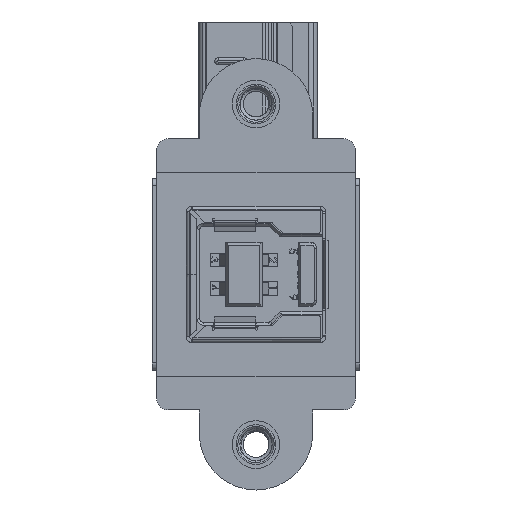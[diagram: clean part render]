
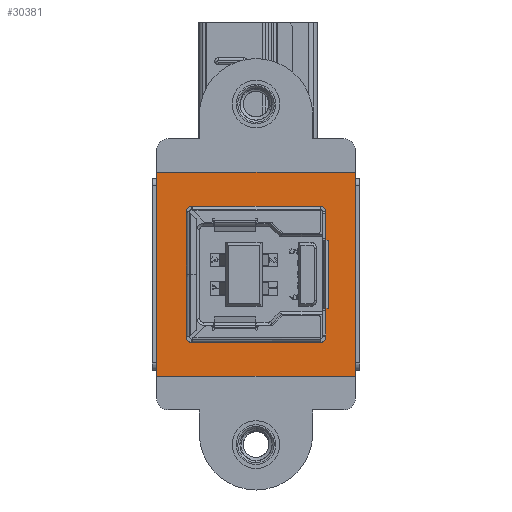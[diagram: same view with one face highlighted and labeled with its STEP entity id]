
A CAD part, left-side view. The second image highlights one B-rep face of the part: STEP entity #30381.
In plain terms, the highlighted face is planar.
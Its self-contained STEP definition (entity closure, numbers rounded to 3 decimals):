
#1131 = CARTESIAN_POINT ( 'NONE',  ( 5.4, 6.15, -9.5 ) ) ;
#2165 = CIRCLE ( 'NONE', #56271, 0.6 ) ;
#2400 = CARTESIAN_POINT ( 'NONE',  ( -9., -8.75, -9.5 ) ) ;
#2541 = ORIENTED_EDGE ( 'NONE', *, *, #35951, .T. ) ;
#3234 = VERTEX_POINT ( 'NONE', #67306 ) ;
#3570 = AXIS2_PLACEMENT_3D ( 'NONE', #53698, #7401, #19384 ) ;
#4008 = CARTESIAN_POINT ( 'NONE',  ( 5.4, 5.55, -9.5 ) ) ;
#4470 = CARTESIAN_POINT ( 'NONE',  ( 5.4, -6.15, -9.5 ) ) ;
#4705 = CARTESIAN_POINT ( 'NONE',  ( -5.4, -6.15, -9.5 ) ) ;
#4708 = DIRECTION ( 'NONE',  ( -1., 0., 0. ) ) ;
#7330 = VERTEX_POINT ( 'NONE', #60166 ) ;
#7401 = DIRECTION ( 'NONE',  ( 0., 0., 1. ) ) ;
#7540 = CARTESIAN_POINT ( 'NONE',  ( 6., 5.55, -9.5 ) ) ;
#8005 = CARTESIAN_POINT ( 'NONE',  ( -9., 8.75, -9.5 ) ) ;
#8944 = DIRECTION ( 'NONE',  ( 0., 0., 1. ) ) ;
#9765 = DIRECTION ( 'NONE',  ( -1., 0., 0. ) ) ;
#9823 = CARTESIAN_POINT ( 'NONE',  ( -9., -8.75, -9.5 ) ) ;
#10604 = EDGE_CURVE ( 'NONE', #7330, #14678, #30107, .T. ) ;
#11196 = EDGE_LOOP ( 'NONE', ( #2541, #61375, #64814, #20057 ) ) ;
#11777 = CARTESIAN_POINT ( 'NONE',  ( -9., -8.75, -9.5 ) ) ;
#13944 = ORIENTED_EDGE ( 'NONE', *, *, #59898, .F. ) ;
#14250 = DIRECTION ( 'NONE',  ( -1., 0., 0. ) ) ;
#14286 = LINE ( 'NONE', #16952, #16069 ) ;
#14678 = VERTEX_POINT ( 'NONE', #7540 ) ;
#15442 = CARTESIAN_POINT ( 'NONE',  ( -5.4, -5.55, -9.5 ) ) ;
#16056 = VECTOR ( 'NONE', #14250, 1000. ) ;
#16069 = VECTOR ( 'NONE', #45473, 1000. ) ;
#16952 = CARTESIAN_POINT ( 'NONE',  ( 9., 8.75, -9.5 ) ) ;
#18463 = CARTESIAN_POINT ( 'NONE',  ( 6., -5.55, -9.5 ) ) ;
#18763 = LINE ( 'NONE', #4705, #48287 ) ;
#19384 = DIRECTION ( 'NONE',  ( -1., 0., 0. ) ) ;
#20057 = ORIENTED_EDGE ( 'NONE', *, *, #70081, .T. ) ;
#21317 = CARTESIAN_POINT ( 'NONE',  ( -5.4, 6.15, -9.5 ) ) ;
#21502 = ORIENTED_EDGE ( 'NONE', *, *, #33056, .F. ) ;
#22380 = CARTESIAN_POINT ( 'NONE',  ( -5.4, -6.15, -9.5 ) ) ;
#22596 = DIRECTION ( 'NONE',  ( 1., 0., 0. ) ) ;
#24131 = VERTEX_POINT ( 'NONE', #58231 ) ;
#24660 = VERTEX_POINT ( 'NONE', #1131 ) ;
#25739 = CIRCLE ( 'NONE', #3570, 0.6 ) ;
#28176 = CARTESIAN_POINT ( 'NONE',  ( -6., 5.55, -9.5 ) ) ;
#28547 = FACE_BOUND ( 'NONE', #35534, .T. ) ;
#29910 = VERTEX_POINT ( 'NONE', #64656 ) ;
#30107 = LINE ( 'NONE', #18463, #38191 ) ;
#30381 = ADVANCED_FACE ( 'NONE', ( #28547, #33971 ), #71809, .T. ) ;
#32163 = ORIENTED_EDGE ( 'NONE', *, *, #52115, .F. ) ;
#33056 = EDGE_CURVE ( 'NONE', #67434, #46136, #18763, .T. ) ;
#33971 = FACE_OUTER_BOUND ( 'NONE', #11196, .T. ) ;
#35529 = CARTESIAN_POINT ( 'NONE',  ( -5.4, 6.15, -9.5 ) ) ;
#35534 = EDGE_LOOP ( 'NONE', ( #13944, #21502, #64695, #32163, #43300, #50303, #63133, #47893 ) ) ;
#35951 = EDGE_CURVE ( 'NONE', #3234, #60134, #62888, .T. ) ;
#36456 = VECTOR ( 'NONE', #63669, 1000. ) ;
#36615 = VERTEX_POINT ( 'NONE', #46286 ) ;
#36892 = DIRECTION ( 'NONE',  ( 0., 0., 1. ) ) ;
#36956 = DIRECTION ( 'NONE',  ( 1., 0., 0. ) ) ;
#38191 = VECTOR ( 'NONE', #58443, 1000. ) ;
#41693 = VECTOR ( 'NONE', #66519, 1000. ) ;
#43300 = ORIENTED_EDGE ( 'NONE', *, *, #66254, .F. ) ;
#43635 = CARTESIAN_POINT ( 'NONE',  ( 5.4, -5.55, -9.5 ) ) ;
#44407 = AXIS2_PLACEMENT_3D ( 'NONE', #4008, #71896, #9765 ) ;
#45473 = DIRECTION ( 'NONE',  ( 0., 1., 0. ) ) ;
#46136 = VERTEX_POINT ( 'NONE', #4470 ) ;
#46186 = EDGE_CURVE ( 'NONE', #29910, #67434, #2165, .T. ) ;
#46286 = CARTESIAN_POINT ( 'NONE',  ( 9., 8.75, -9.5 ) ) ;
#47893 = ORIENTED_EDGE ( 'NONE', *, *, #10604, .F. ) ;
#48287 = VECTOR ( 'NONE', #22596, 1000. ) ;
#49779 = CARTESIAN_POINT ( 'NONE',  ( -9., 8.75, -9.5 ) ) ;
#49812 = VERTEX_POINT ( 'NONE', #21317 ) ;
#50303 = ORIENTED_EDGE ( 'NONE', *, *, #50506, .F. ) ;
#50506 = EDGE_CURVE ( 'NONE', #24660, #49812, #68557, .T. ) ;
#52115 = EDGE_CURVE ( 'NONE', #65208, #29910, #68361, .T. ) ;
#53698 = CARTESIAN_POINT ( 'NONE',  ( -5.4, 5.55, -9.5 ) ) ;
#54609 = DIRECTION ( 'NONE',  ( 1., 0., 0. ) ) ;
#56242 = DIRECTION ( 'NONE',  ( 0., -1., 0. ) ) ;
#56271 = AXIS2_PLACEMENT_3D ( 'NONE', #15442, #61118, #4708 ) ;
#57691 = VECTOR ( 'NONE', #72944, 1000. ) ;
#58231 = CARTESIAN_POINT ( 'NONE',  ( 9., -8.75, -9.5 ) ) ;
#58320 = AXIS2_PLACEMENT_3D ( 'NONE', #2400, #8944, #36956 ) ;
#58443 = DIRECTION ( 'NONE',  ( 0., 1., 0. ) ) ;
#58570 = LINE ( 'NONE', #9823, #57691 ) ;
#59898 = EDGE_CURVE ( 'NONE', #46136, #7330, #63131, .T. ) ;
#60134 = VERTEX_POINT ( 'NONE', #11777 ) ;
#60166 = CARTESIAN_POINT ( 'NONE',  ( 6., -5.55, -9.5 ) ) ;
#60553 = EDGE_CURVE ( 'NONE', #14678, #24660, #65811, .T. ) ;
#60766 = EDGE_CURVE ( 'NONE', #24131, #36615, #14286, .T. ) ;
#60771 = LINE ( 'NONE', #8005, #16056 ) ;
#61118 = DIRECTION ( 'NONE',  ( 0., 0., 1. ) ) ;
#61375 = ORIENTED_EDGE ( 'NONE', *, *, #71505, .T. ) ;
#62888 = LINE ( 'NONE', #49779, #63838 ) ;
#63131 = CIRCLE ( 'NONE', #63450, 0.6 ) ;
#63133 = ORIENTED_EDGE ( 'NONE', *, *, #60553, .F. ) ;
#63450 = AXIS2_PLACEMENT_3D ( 'NONE', #43635, #36892, #54609 ) ;
#63669 = DIRECTION ( 'NONE',  ( -1., 0., 0. ) ) ;
#63838 = VECTOR ( 'NONE', #56242, 1000. ) ;
#64656 = CARTESIAN_POINT ( 'NONE',  ( -6., -5.55, -9.5 ) ) ;
#64695 = ORIENTED_EDGE ( 'NONE', *, *, #46186, .F. ) ;
#64814 = ORIENTED_EDGE ( 'NONE', *, *, #60766, .T. ) ;
#65208 = VERTEX_POINT ( 'NONE', #28176 ) ;
#65811 = CIRCLE ( 'NONE', #44407, 0.6 ) ;
#66254 = EDGE_CURVE ( 'NONE', #49812, #65208, #25739, .T. ) ;
#66519 = DIRECTION ( 'NONE',  ( 0., -1., 0. ) ) ;
#67306 = CARTESIAN_POINT ( 'NONE',  ( -9., 8.75, -9.5 ) ) ;
#67434 = VERTEX_POINT ( 'NONE', #22380 ) ;
#68361 = LINE ( 'NONE', #72264, #41693 ) ;
#68557 = LINE ( 'NONE', #35529, #36456 ) ;
#70081 = EDGE_CURVE ( 'NONE', #36615, #3234, #60771, .T. ) ;
#71505 = EDGE_CURVE ( 'NONE', #60134, #24131, #58570, .T. ) ;
#71809 = PLANE ( 'NONE',  #58320 ) ;
#71896 = DIRECTION ( 'NONE',  ( 0., 0., 1. ) ) ;
#72264 = CARTESIAN_POINT ( 'NONE',  ( -6., -5.55, -9.5 ) ) ;
#72944 = DIRECTION ( 'NONE',  ( 1., 0., 0. ) ) ;
